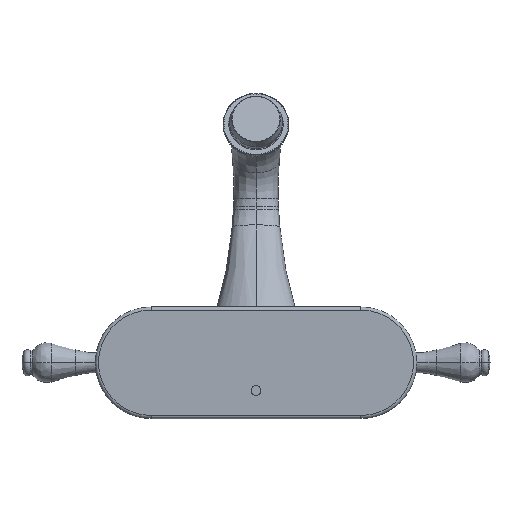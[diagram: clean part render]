
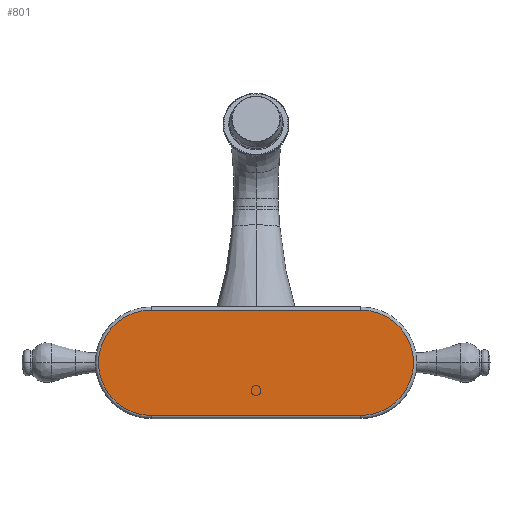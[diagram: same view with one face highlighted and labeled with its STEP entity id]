
A CAD part, front view. The second image highlights one B-rep face of the part: STEP entity #801.
In plain terms, the highlighted planar face has unit normal (0, -1, 0).
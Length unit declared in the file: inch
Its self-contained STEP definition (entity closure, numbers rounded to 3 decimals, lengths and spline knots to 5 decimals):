
#6=DIRECTION('',(-1.,0.,0.));
#7=VECTOR('',#6,4.);
#8=CARTESIAN_POINT('',(2.,0.,-1.005));
#9=LINE('',#8,#7);
#20=CARTESIAN_POINT('',(-2.,0.,0.));
#21=DIRECTION('',(0.,1.,0.));
#22=DIRECTION('',(0.,0.,-1.));
#23=AXIS2_PLACEMENT_3D('',#20,#21,#22);
#236=DIRECTION('',(1.,0.,0.));
#237=VECTOR('',#236,4.);
#238=CARTESIAN_POINT('',(-2.,0.,1.005));
#239=LINE('',#238,#237);
#250=CARTESIAN_POINT('',(2.,0.,0.));
#251=DIRECTION('',(0.,1.,0.));
#252=DIRECTION('',(0.,0.,1.));
#253=AXIS2_PLACEMENT_3D('',#250,#251,#252);
#334=CARTESIAN_POINT('',(2.,0.,1.005));
#335=CARTESIAN_POINT('',(2.,0.,-1.005));
#336=VERTEX_POINT('',#334);
#337=VERTEX_POINT('',#335);
#340=CARTESIAN_POINT('',(-2.,0.,-1.005));
#341=VERTEX_POINT('',#340);
#344=CARTESIAN_POINT('',(-2.,0.,1.005));
#345=VERTEX_POINT('',#344);
#790=CARTESIAN_POINT('',(0.,0.,0.));
#791=DIRECTION('',(0.,-1.,0.));
#792=DIRECTION('',(-1.,0.,0.));
#793=AXIS2_PLACEMENT_3D('',#790,#791,#792);
#794=PLANE('',#793);
#795=ORIENTED_EDGE('',*,*,#772,.T.);
#796=ORIENTED_EDGE('',*,*,#370,.T.);
#797=ORIENTED_EDGE('',*,*,#386,.T.);
#798=ORIENTED_EDGE('',*,*,#758,.T.);
#799=EDGE_LOOP('',(#795,#796,#797,#798));
#800=FACE_OUTER_BOUND('',#799,.F.);
#801=ADVANCED_FACE('',(#800),#794,.T.);
#24=CIRCLE('',#23,1.005);
#254=CIRCLE('',#253,1.005);
#370=EDGE_CURVE('',#337,#341,#9,.T.);
#386=EDGE_CURVE('',#341,#345,#24,.T.);
#758=EDGE_CURVE('',#345,#336,#239,.T.);
#772=EDGE_CURVE('',#336,#337,#254,.T.);
